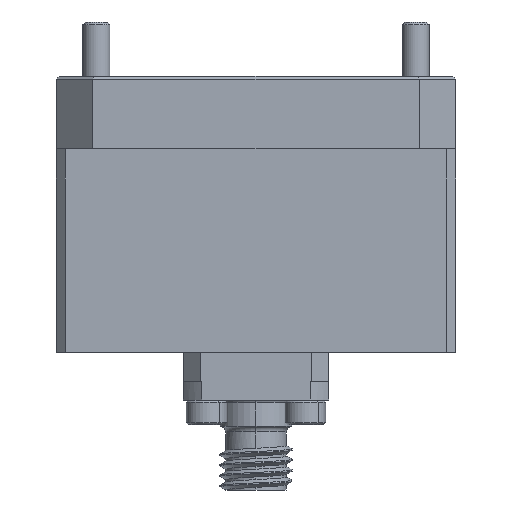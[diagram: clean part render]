
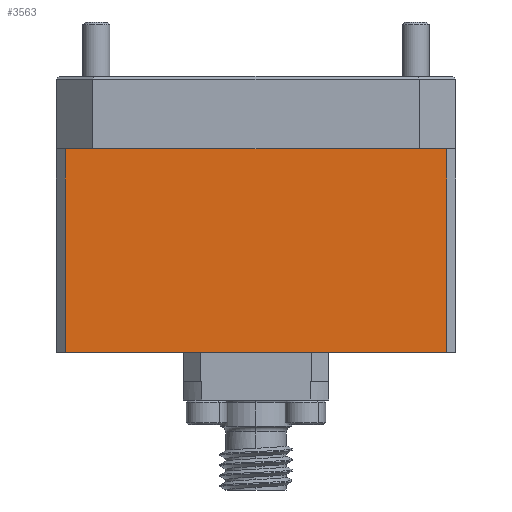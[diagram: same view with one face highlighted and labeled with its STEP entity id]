
A CAD part, front view. The second image highlights one B-rep face of the part: STEP entity #3563.
In plain terms, the highlighted planar face has unit normal (0, -1, 0).
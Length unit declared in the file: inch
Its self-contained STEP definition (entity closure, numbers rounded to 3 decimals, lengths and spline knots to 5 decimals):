
#1373 = CARTESIAN_POINT ( 'NONE',  ( 0.6875, -0.375, -0.95 ) ) ;
#2276 = AXIS2_PLACEMENT_3D ( 'NONE', #13021, #14205, #3037 ) ;
#2617 = CARTESIAN_POINT ( 'NONE',  ( -0.6575, -0.375, -0.95 ) ) ;
#2730 = LINE ( 'NONE', #9286, #2993 ) ;
#2830 = ORIENTED_EDGE ( 'NONE', *, *, #3750, .T. ) ;
#2993 = VECTOR ( 'NONE', #12417, 39.37008 ) ;
#3037 = DIRECTION ( 'NONE',  ( 0., 0., 1. ) ) ;
#3563 = ADVANCED_FACE ( 'NONE', ( #4147 ), #8584, .F. ) ;
#3750 = EDGE_CURVE ( 'NONE', #13148, #4402, #2730, .T. ) ;
#3800 = VECTOR ( 'NONE', #8158, 39.37008 ) ;
#4147 = FACE_OUTER_BOUND ( 'NONE', #11010, .T. ) ;
#4236 = VERTEX_POINT ( 'NONE', #9198 ) ;
#4402 = VERTEX_POINT ( 'NONE', #2617 ) ;
#4946 = EDGE_CURVE ( 'NONE', #4236, #7584, #8263, .T. ) ;
#5284 = DIRECTION ( 'NONE',  ( -1., 0., 0. ) ) ;
#6845 = CARTESIAN_POINT ( 'NONE',  ( -0.6575, -0.375, -0.25 ) ) ;
#7210 = ORIENTED_EDGE ( 'NONE', *, *, #9915, .F. ) ;
#7584 = VERTEX_POINT ( 'NONE', #8237 ) ;
#7668 = VECTOR ( 'NONE', #12692, 39.37008 ) ;
#8158 = DIRECTION ( 'NONE',  ( -1., 0., 0. ) ) ;
#8237 = CARTESIAN_POINT ( 'NONE',  ( 0.6575, -0.375, -0.25 ) ) ;
#8263 = LINE ( 'NONE', #13722, #7668 ) ;
#8545 = EDGE_CURVE ( 'NONE', #7584, #13148, #11834, .T. ) ;
#8584 = PLANE ( 'NONE',  #2276 ) ;
#8627 = ORIENTED_EDGE ( 'NONE', *, *, #8545, .T. ) ;
#9198 = CARTESIAN_POINT ( 'NONE',  ( 0.6575, -0.375, -0.95 ) ) ;
#9286 = CARTESIAN_POINT ( 'NONE',  ( -0.6575, -0.375, -0.75 ) ) ;
#9915 = EDGE_CURVE ( 'NONE', #4236, #4402, #11368, .T. ) ;
#11010 = EDGE_LOOP ( 'NONE', ( #2830, #7210, #13179, #8627 ) ) ;
#11368 = LINE ( 'NONE', #1373, #3800 ) ;
#11834 = LINE ( 'NONE', #12301, #13106 ) ;
#12301 = CARTESIAN_POINT ( 'NONE',  ( 0.6875, -0.375, -0.25 ) ) ;
#12417 = DIRECTION ( 'NONE',  ( 0., 0., -1. ) ) ;
#12692 = DIRECTION ( 'NONE',  ( 0., 0., 1. ) ) ;
#13021 = CARTESIAN_POINT ( 'NONE',  ( 0.6875, -0.375, -0.75 ) ) ;
#13106 = VECTOR ( 'NONE', #5284, 39.37008 ) ;
#13148 = VERTEX_POINT ( 'NONE', #6845 ) ;
#13179 = ORIENTED_EDGE ( 'NONE', *, *, #4946, .T. ) ;
#13722 = CARTESIAN_POINT ( 'NONE',  ( 0.6575, -0.375, -0.25 ) ) ;
#14205 = DIRECTION ( 'NONE',  ( 0., 1., 0. ) ) ;
